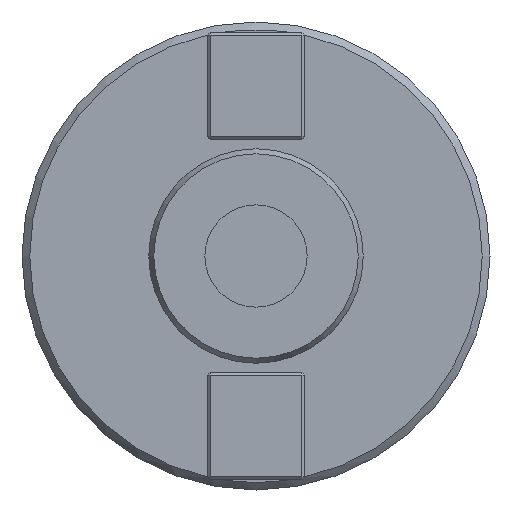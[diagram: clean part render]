
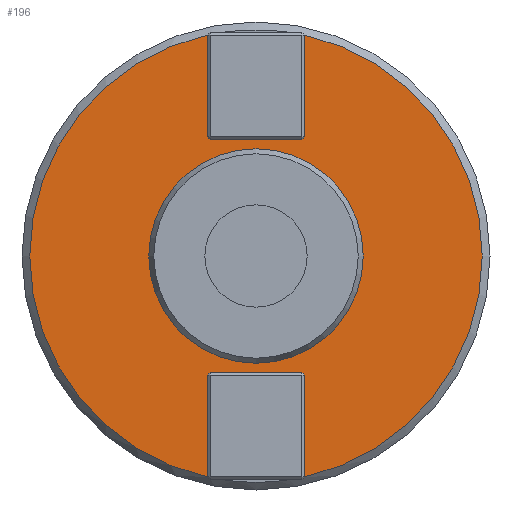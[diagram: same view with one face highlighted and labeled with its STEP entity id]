
A CAD part, left-side view. The second image highlights one B-rep face of the part: STEP entity #196.
In plain terms, the highlighted planar face has unit normal (-1, 0, 0).
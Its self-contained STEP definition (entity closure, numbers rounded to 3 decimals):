
#141=FACE_BOUND('',#412,.T.);
#142=FACE_BOUND('',#413,.T.);
#196=ADVANCED_FACE('',(#141,#142),#261,.F.);
#261=PLANE('',#1345);
#412=EDGE_LOOP('',(#788));
#413=EDGE_LOOP('',(#789,#790,#791,#792,#793,#794,#795,#796,#797,#798,#799,
#800,#801,#802,#803,#804));
#493=LINE('',#2395,#589);
#494=LINE('',#2398,#590);
#495=LINE('',#2402,#591);
#496=LINE('',#2404,#592);
#497=LINE('',#2406,#593);
#498=LINE('',#2408,#594);
#499=LINE('',#2410,#595);
#500=LINE('',#2412,#596);
#501=LINE('',#2414,#597);
#502=LINE('',#2418,#598);
#503=LINE('',#2420,#599);
#504=LINE('',#2422,#600);
#505=LINE('',#2424,#601);
#506=LINE('',#2426,#602);
#589=VECTOR('',#1548,1.);
#590=VECTOR('',#1549,1.);
#591=VECTOR('',#1552,1.);
#592=VECTOR('',#1553,1.);
#593=VECTOR('',#1554,1.);
#594=VECTOR('',#1555,1.);
#595=VECTOR('',#1556,1.);
#596=VECTOR('',#1557,1.);
#597=VECTOR('',#1558,1.);
#598=VECTOR('',#1561,1.);
#599=VECTOR('',#1562,1.);
#600=VECTOR('',#1563,1.);
#601=VECTOR('',#1564,1.);
#602=VECTOR('',#1565,1.);
#788=ORIENTED_EDGE('',*,*,#1155,.F.);
#789=ORIENTED_EDGE('',*,*,#1156,.T.);
#790=ORIENTED_EDGE('',*,*,#1157,.T.);
#791=ORIENTED_EDGE('',*,*,#1158,.T.);
#792=ORIENTED_EDGE('',*,*,#1159,.T.);
#793=ORIENTED_EDGE('',*,*,#1160,.T.);
#794=ORIENTED_EDGE('',*,*,#1161,.T.);
#795=ORIENTED_EDGE('',*,*,#1162,.T.);
#796=ORIENTED_EDGE('',*,*,#1163,.T.);
#797=ORIENTED_EDGE('',*,*,#1164,.T.);
#798=ORIENTED_EDGE('',*,*,#1165,.T.);
#799=ORIENTED_EDGE('',*,*,#1166,.T.);
#800=ORIENTED_EDGE('',*,*,#1167,.T.);
#801=ORIENTED_EDGE('',*,*,#1168,.T.);
#802=ORIENTED_EDGE('',*,*,#1169,.T.);
#803=ORIENTED_EDGE('',*,*,#1170,.T.);
#804=ORIENTED_EDGE('',*,*,#1171,.T.);
#1033=VERTEX_POINT('',#2394);
#1034=VERTEX_POINT('',#2396);
#1035=VERTEX_POINT('',#2397);
#1036=VERTEX_POINT('',#2399);
#1037=VERTEX_POINT('',#2401);
#1038=VERTEX_POINT('',#2403);
#1039=VERTEX_POINT('',#2405);
#1040=VERTEX_POINT('',#2407);
#1041=VERTEX_POINT('',#2409);
#1042=VERTEX_POINT('',#2411);
#1043=VERTEX_POINT('',#2413);
#1044=VERTEX_POINT('',#2415);
#1045=VERTEX_POINT('',#2417);
#1046=VERTEX_POINT('',#2419);
#1047=VERTEX_POINT('',#2421);
#1048=VERTEX_POINT('',#2423);
#1049=VERTEX_POINT('',#2425);
#1155=EDGE_CURVE('',#1033,#1033,#1262,.T.);
#1156=EDGE_CURVE('',#1034,#1035,#493,.T.);
#1157=EDGE_CURVE('',#1035,#1036,#494,.T.);
#1158=EDGE_CURVE('',#1036,#1037,#1263,.T.);
#1159=EDGE_CURVE('',#1037,#1038,#495,.T.);
#1160=EDGE_CURVE('',#1038,#1039,#496,.T.);
#1161=EDGE_CURVE('',#1039,#1040,#497,.T.);
#1162=EDGE_CURVE('',#1040,#1041,#498,.T.);
#1163=EDGE_CURVE('',#1041,#1042,#499,.T.);
#1164=EDGE_CURVE('',#1042,#1043,#500,.T.);
#1165=EDGE_CURVE('',#1043,#1044,#501,.T.);
#1166=EDGE_CURVE('',#1044,#1045,#1264,.T.);
#1167=EDGE_CURVE('',#1045,#1046,#502,.T.);
#1168=EDGE_CURVE('',#1046,#1047,#503,.T.);
#1169=EDGE_CURVE('',#1047,#1048,#504,.T.);
#1170=EDGE_CURVE('',#1048,#1049,#505,.T.);
#1171=EDGE_CURVE('',#1049,#1034,#506,.T.);
#1262=CIRCLE('',#1342,11.);
#1263=CIRCLE('',#1343,23.2);
#1264=CIRCLE('',#1344,23.2);
#1342=AXIS2_PLACEMENT_3D('',#2393,#1546,#1547);
#1343=AXIS2_PLACEMENT_3D('',#2400,#1550,#1551);
#1344=AXIS2_PLACEMENT_3D('',#2416,#1559,#1560);
#1345=AXIS2_PLACEMENT_3D('',#2427,#1566,#1567);
#1546=DIRECTION('',(-1.,0.,0.));
#1547=DIRECTION('',(0.,0.,-1.));
#1548=DIRECTION('',(0.,0.,-1.));
#1549=DIRECTION('',(0.,0.707,-0.707));
#1550=DIRECTION('',(-1.,0.,0.));
#1551=DIRECTION('',(0.,0.,-1.));
#1552=DIRECTION('',(0.,-0.707,-0.707));
#1553=DIRECTION('',(0.,0.,-1.));
#1554=DIRECTION('',(0.,0.707,-0.707));
#1555=DIRECTION('',(0.,1.,0.));
#1556=DIRECTION('',(0.,0.707,0.707));
#1557=DIRECTION('',(0.,0.,1.));
#1558=DIRECTION('',(0.,-0.707,0.707));
#1559=DIRECTION('',(-1.,0.,0.));
#1560=DIRECTION('',(0.,0.,-1.));
#1561=DIRECTION('',(0.,0.707,0.707));
#1562=DIRECTION('',(0.,0.,1.));
#1563=DIRECTION('',(0.,-0.707,0.707));
#1564=DIRECTION('',(0.,-1.,0.));
#1565=DIRECTION('',(0.,-0.707,-0.707));
#1566=DIRECTION('',(1.,0.,0.));
#1567=DIRECTION('',(0.,0.,-1.));
#2393=CARTESIAN_POINT('',(19.,0.,0.));
#2394=CARTESIAN_POINT('',(19.,0.,-11.));
#2395=CARTESIAN_POINT('',(19.,-5.,0.));
#2396=CARTESIAN_POINT('',(19.,-5.,-12.25));
#2397=CARTESIAN_POINT('',(19.,-5.,-22.65));
#2398=CARTESIAN_POINT('',(19.,-7.607,-20.043));
#2399=CARTESIAN_POINT('',(19.,-4.994,-22.656));
#2400=CARTESIAN_POINT('',(19.,0.,0.));
#2401=CARTESIAN_POINT('',(19.,-4.994,22.656));
#2402=CARTESIAN_POINT('',(19.,-7.607,20.043));
#2403=CARTESIAN_POINT('',(19.,-5.,22.65));
#2404=CARTESIAN_POINT('',(19.,-5.,0.));
#2405=CARTESIAN_POINT('',(19.,-5.,12.25));
#2406=CARTESIAN_POINT('',(19.,9.843,-2.593));
#2407=CARTESIAN_POINT('',(19.,-4.7,11.95));
#2408=CARTESIAN_POINT('',(19.,12.435,11.95));
#2409=CARTESIAN_POINT('',(19.,4.7,11.95));
#2410=CARTESIAN_POINT('',(19.,2.593,9.843));
#2411=CARTESIAN_POINT('',(19.,5.,12.25));
#2412=CARTESIAN_POINT('',(19.,5.,0.));
#2413=CARTESIAN_POINT('',(19.,5.,22.65));
#2414=CARTESIAN_POINT('',(19.,20.043,7.607));
#2415=CARTESIAN_POINT('',(19.,4.994,22.656));
#2416=CARTESIAN_POINT('',(19.,0.,0.));
#2417=CARTESIAN_POINT('',(19.,4.994,-22.656));
#2418=CARTESIAN_POINT('',(19.,20.043,-7.607));
#2419=CARTESIAN_POINT('',(19.,5.,-22.65));
#2420=CARTESIAN_POINT('',(19.,5.,0.));
#2421=CARTESIAN_POINT('',(19.,5.,-12.25));
#2422=CARTESIAN_POINT('',(19.,2.593,-9.843));
#2423=CARTESIAN_POINT('',(19.,4.7,-11.95));
#2424=CARTESIAN_POINT('',(19.,12.435,-11.95));
#2425=CARTESIAN_POINT('',(19.,-4.7,-11.95));
#2426=CARTESIAN_POINT('',(19.,9.843,2.593));
#2427=CARTESIAN_POINT('',(19.,12.435,0.));
